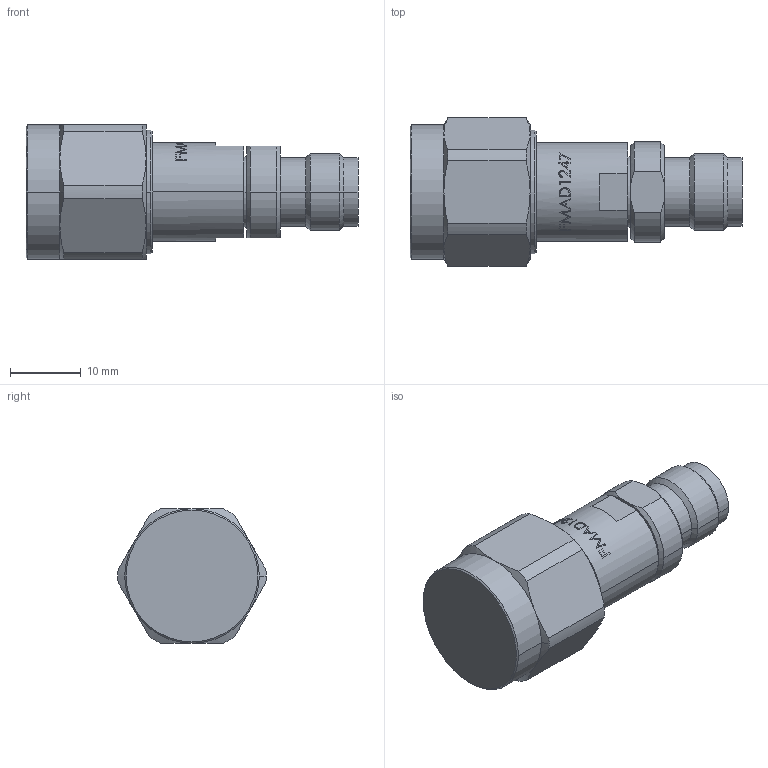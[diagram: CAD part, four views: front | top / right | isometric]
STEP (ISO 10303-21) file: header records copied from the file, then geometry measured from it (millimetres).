
FILE_DESCRIPTION (( 'STEP AP214' ), '1' );
FILE_NAME ('FMAD1247_3D.step', '2023-11-03T19:45:36', ( '' ), ( '' ), 'SwSTEP 2.0', 'SolidWorks 2022', '' );
FILE_SCHEMA (( 'AUTOMOTIVE_DESIGN' ));
Length unit declared in the file: millimetre
Products named in the file (1): FMAD1247_3D
Bounding box: 47 x 21 x 19.05 mm (x, y, z)
Volume: 9000.9 mm3; surface area: 2992.4 mm2
Topology: 1 solids, 1 shells, 165 faces, 417 edges, 270 vertices
Faces by surface type: plane 88, cylinder 34, cone 30, bspline 13
Entity records: 5835 total; most frequent: CARTESIAN_POINT 1937, ORIENTED_EDGE 834, DIRECTION 764, EDGE_CURVE 417, AXIS2_PLACEMENT_3D 298, VERTEX_POINT 270, EDGE_LOOP 181, VECTOR 168
